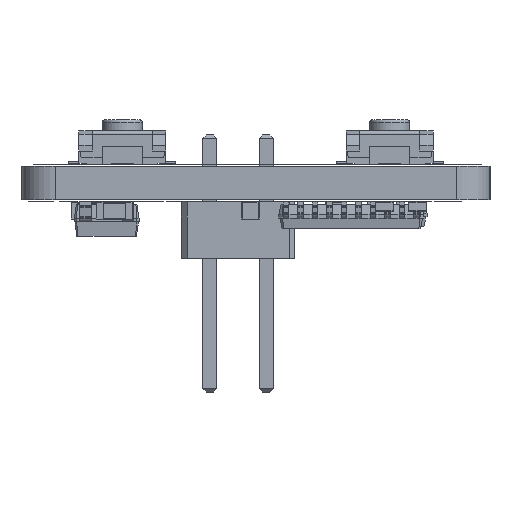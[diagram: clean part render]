
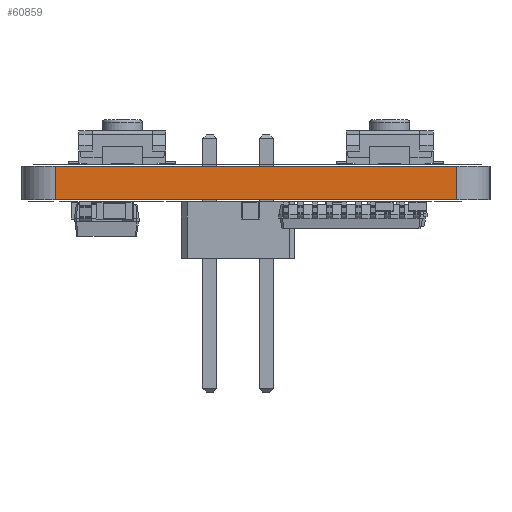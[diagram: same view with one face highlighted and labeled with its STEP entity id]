
A CAD part, left-side view. The second image highlights one B-rep face of the part: STEP entity #60859.
In plain terms, the highlighted planar face has unit normal (-1, 0, 0).
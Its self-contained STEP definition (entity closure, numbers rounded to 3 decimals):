
#60244 = VERTEX_POINT('',#60245);
#60245 = CARTESIAN_POINT('',(102.,-78.5,0.));
#60252 = EDGE_CURVE('',#60253,#60244,#60255,.T.);
#60253 = VERTEX_POINT('',#60254);
#60254 = CARTESIAN_POINT('',(102.001,-96.5,0.));
#60255 = LINE('',#60256,#60257);
#60256 = CARTESIAN_POINT('',(102.001,-96.5,0.));
#60257 = VECTOR('',#60258,1.);
#60258 = DIRECTION('',(0.,1.,0.));
#60538 = VERTEX_POINT('',#60539);
#60539 = CARTESIAN_POINT('',(102.,-78.5,1.51));
#60546 = EDGE_CURVE('',#60547,#60538,#60549,.T.);
#60547 = VERTEX_POINT('',#60548);
#60548 = CARTESIAN_POINT('',(102.001,-96.5,1.51));
#60549 = LINE('',#60550,#60551);
#60550 = CARTESIAN_POINT('',(102.001,-96.5,1.51));
#60551 = VECTOR('',#60552,1.);
#60552 = DIRECTION('',(0.,1.,0.));
#60829 = EDGE_CURVE('',#60244,#60538,#60830,.T.);
#60830 = LINE('',#60831,#60832);
#60831 = CARTESIAN_POINT('',(102.,-78.5,0.));
#60832 = VECTOR('',#60833,1.);
#60833 = DIRECTION('',(0.,0.,1.));
#60859 = ADVANCED_FACE('',(#60860),#60871,.T.);
#60860 = FACE_BOUND('',#60861,.T.);
#60861 = EDGE_LOOP('',(#60862,#60868,#60869,#60870));
#60862 = ORIENTED_EDGE('',*,*,#60863,.T.);
#60863 = EDGE_CURVE('',#60253,#60547,#60864,.T.);
#60864 = LINE('',#60865,#60866);
#60865 = CARTESIAN_POINT('',(102.001,-96.5,0.));
#60866 = VECTOR('',#60867,1.);
#60867 = DIRECTION('',(0.,0.,1.));
#60868 = ORIENTED_EDGE('',*,*,#60546,.T.);
#60869 = ORIENTED_EDGE('',*,*,#60829,.F.);
#60870 = ORIENTED_EDGE('',*,*,#60252,.F.);
#60871 = PLANE('',#60872);
#60872 = AXIS2_PLACEMENT_3D('',#60873,#60874,#60875);
#60873 = CARTESIAN_POINT('',(102.001,-96.5,0.));
#60874 = DIRECTION('',(-1.,0.,0.));
#60875 = DIRECTION('',(0.,1.,0.));
